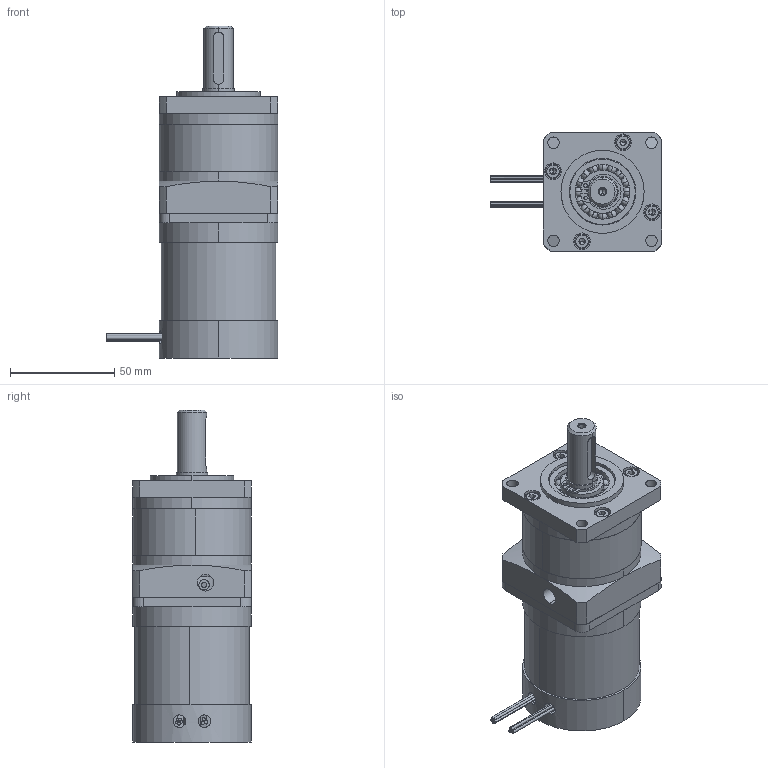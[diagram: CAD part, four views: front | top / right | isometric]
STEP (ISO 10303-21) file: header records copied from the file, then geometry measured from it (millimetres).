
FILE_DESCRIPTION (( 'STEP AP214' ), '1' );
FILE_NAME ('57BLY-AG.STEP', '2022-03-09T07:40:22', ( '' ), ( '' ), 'SwSTEP 2.0', 'SolidWorks 2020', '' );
FILE_SCHEMA (( 'AUTOMOTIVE_DESIGN' ));
Length unit declared in the file: millimetre
Products named in the file (18): FL堤粣; FLヶ傷裔; 57H276A-8-20粣; circlips for shaft--type a large gb_GB_CONNECTING_PIECE_RING_RRA 15; 盄旰2; 薊粣ん; 57拸芃ヶ傷裔; hexagon socket head cap screws gb_GB_FASTENER_SCREWS_HSHCS M4X8-N; M3蹟隊; 萇儂盄旰; FL綴傷裔; FLF57-10; FL儂旯; deep groove ball bearings gb_Rolling bearings 16002 GB 276-94; 綴傷裔; 儂旯; 57BL; 57BLY-AG
Assembly tree (28 placements, depth 3):
  57BLY-AG
    57BL
      57拸芃ヶ傷裔
      57H276A-8-20粣
      萇儂盄旰
      儂旯
      綴傷裔
      盄旰2
      M3蹟隊  x5
    FLF57-10
      FLヶ傷裔
      薊粣ん
      FL綴傷裔
      FL堤粣
      FL儂旯
      circlips for shaft--type a large gb_GB_CONNECTING_PIECE_RING_RRA 15
      deep groove ball bearings gb_Rolling bearings 16002 GB 276-94
      hexagon socket head cap screws gb_GB_FASTENER_SCREWS_HSHCS M4X8-N  x8
Bounding box: 82.5 x 57 x 159.5 mm (x, y, z)
Volume: 297360.3 mm3; surface area: 84343.5 mm2
Topology: 32 solids, 32 shells, 749 faces, 1996 edges, 1268 vertices
Faces by surface type: cylinder 288, plane 277, torus 92, cone 60, sphere 32
Entity records: 18104 total; most frequent: CARTESIAN_POINT 4776, DIRECTION 2643, ORIENTED_EDGE 2520, EDGE_CURVE 1260, AXIS2_PLACEMENT_3D 1132, VERTEX_POINT 829, CIRCLE 621, EDGE_LOOP 577
